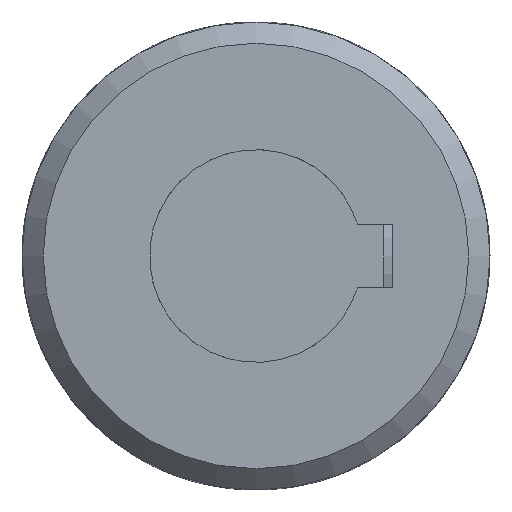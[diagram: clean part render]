
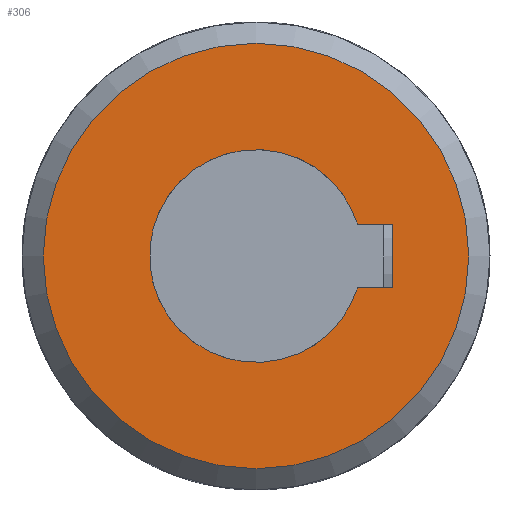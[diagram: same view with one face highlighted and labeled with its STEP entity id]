
A CAD part, left-side view. The second image highlights one B-rep face of the part: STEP entity #306.
In plain terms, the highlighted planar face has unit normal (-1, 0, 0).
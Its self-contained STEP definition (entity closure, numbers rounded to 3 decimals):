
#306 = ADVANCED_FACE( '', ( #712, #713 ), #714, .T. );
#712 = FACE_BOUND( '', #1294, .T. );
#713 = FACE_OUTER_BOUND( '', #1295, .T. );
#714 = PLANE( '', #1296 );
#1294 = EDGE_LOOP( '', ( #1886, #1887, #1888, #1889 ) );
#1295 = EDGE_LOOP( '', ( #1890 ) );
#1296 = AXIS2_PLACEMENT_3D( '', #1891, #1892, #1893 );
#1886 = ORIENTED_EDGE( '', *, *, #3383, .T. );
#1887 = ORIENTED_EDGE( '', *, *, #3384, .T. );
#1888 = ORIENTED_EDGE( '', *, *, #3385, .T. );
#1889 = ORIENTED_EDGE( '', *, *, #3386, .T. );
#1890 = ORIENTED_EDGE( '', *, *, #3387, .F. );
#1891 = CARTESIAN_POINT( '', ( 0., 10., 0. ) );
#1892 = DIRECTION( '', ( -1., 0., 0. ) );
#1893 = DIRECTION( '', ( 0., 0., 1. ) );
#3383 = EDGE_CURVE( '', #3981, #3982, #3983, .T. );
#3384 = EDGE_CURVE( '', #3982, #3984, #3985, .T. );
#3385 = EDGE_CURVE( '', #3984, #3986, #3987, .T. );
#3386 = EDGE_CURVE( '', #3986, #3981, #3988, .T. );
#3387 = EDGE_CURVE( '', #3989, #3989, #3990, .T. );
#3981 = VERTEX_POINT( '', #4856 );
#3982 = VERTEX_POINT( '', #4857 );
#3983 = LINE( '', #4858, #4859 );
#3984 = VERTEX_POINT( '', #4860 );
#3985 = CIRCLE( '', #4861, 5. );
#3986 = VERTEX_POINT( '', #4862 );
#3987 = LINE( '', #4863, #4864 );
#3988 = LINE( '', #4865, #4866 );
#3989 = VERTEX_POINT( '', #4867 );
#3990 = CIRCLE( '', #4868, 10. );
#4856 = CARTESIAN_POINT( '', ( 0., 1.5, -6.4 ) );
#4857 = CARTESIAN_POINT( '', ( 0., 1.5, -4.77 ) );
#4858 = CARTESIAN_POINT( '', ( 0., 1.5, -6.4 ) );
#4859 = VECTOR( '', #6870, 1000. );
#4860 = CARTESIAN_POINT( '', ( 0., -1.5, -4.77 ) );
#4861 = AXIS2_PLACEMENT_3D( '', #6871, #6872, #6873 );
#4862 = CARTESIAN_POINT( '', ( 0., -1.5, -6.4 ) );
#4863 = CARTESIAN_POINT( '', ( 0., -1.5, 0. ) );
#4864 = VECTOR( '', #6874, 1000. );
#4865 = CARTESIAN_POINT( '', ( 0., -1.5, -6.4 ) );
#4866 = VECTOR( '', #6875, 1000. );
#4867 = CARTESIAN_POINT( '', ( 0., 0., -10. ) );
#4868 = AXIS2_PLACEMENT_3D( '', #6876, #6877, #6878 );
#6870 = DIRECTION( '', ( 0., 0., 1. ) );
#6871 = CARTESIAN_POINT( '', ( 0., 0., 0. ) );
#6872 = DIRECTION( '', ( 1., 0., 0. ) );
#6873 = DIRECTION( '', ( 0., 0., -1. ) );
#6874 = DIRECTION( '', ( 0., 0., -1. ) );
#6875 = DIRECTION( '', ( 0., 1., 0. ) );
#6876 = CARTESIAN_POINT( '', ( 0., 0., 0. ) );
#6877 = DIRECTION( '', ( 1., 0., 0. ) );
#6878 = DIRECTION( '', ( 0., 0., -1. ) );
